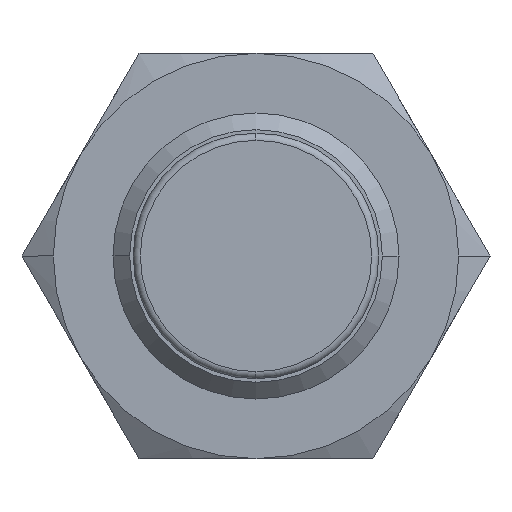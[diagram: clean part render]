
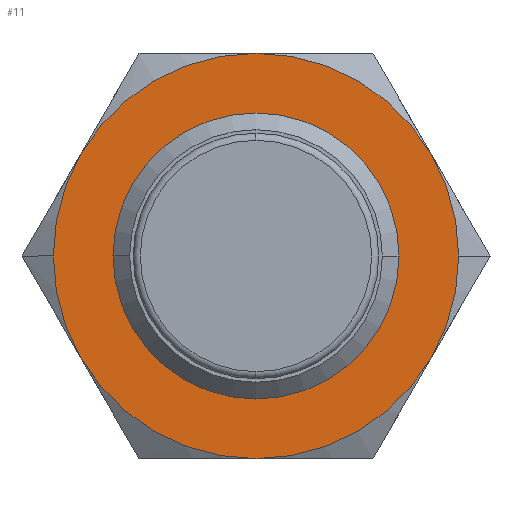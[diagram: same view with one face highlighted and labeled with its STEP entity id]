
A CAD part, left-side view. The second image highlights one B-rep face of the part: STEP entity #11.
In plain terms, the highlighted face is planar.
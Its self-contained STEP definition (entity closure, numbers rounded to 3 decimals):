
#11 = ADVANCED_FACE ( 'NONE', ( #2370, #1231 ), #2410, .T. ) ;
#39 = VERTEX_POINT ( 'NONE', #2490 ) ;
#108 = DIRECTION ( 'NONE',  ( -1., 0., 0. ) ) ;
#117 = ORIENTED_EDGE ( 'NONE', *, *, #771, .F. ) ;
#164 = CIRCLE ( 'NONE', #406, 8.5 ) ;
#174 = EDGE_CURVE ( 'NONE', #39, #1585, #1520, .T. ) ;
#182 = ORIENTED_EDGE ( 'NONE', *, *, #1901, .T. ) ;
#273 = VERTEX_POINT ( 'NONE', #2102 ) ;
#281 = ORIENTED_EDGE ( 'NONE', *, *, #1463, .F. ) ;
#356 = EDGE_CURVE ( 'NONE', #1087, #811, #531, .T. ) ;
#402 = DIRECTION ( 'NONE',  ( -1., 0., 0. ) ) ;
#406 = AXIS2_PLACEMENT_3D ( 'NONE', #3590, #1485, #622 ) ;
#505 = DIRECTION ( 'NONE',  ( 0., -1., 0. ) ) ;
#531 = CIRCLE ( 'NONE', #784, 6. ) ;
#622 = DIRECTION ( 'NONE',  ( -1., 0., 0. ) ) ;
#656 = AXIS2_PLACEMENT_3D ( 'NONE', #3477, #810, #3180 ) ;
#697 = CIRCLE ( 'NONE', #1003, 8.5 ) ;
#723 = DIRECTION ( 'NONE',  ( 0., -1., 0. ) ) ;
#727 = CARTESIAN_POINT ( 'NONE',  ( -6., 18.963, 0. ) ) ;
#771 = EDGE_CURVE ( 'NONE', #1585, #273, #2388, .T. ) ;
#784 = AXIS2_PLACEMENT_3D ( 'NONE', #3627, #3849, #1787 ) ;
#810 = DIRECTION ( 'NONE',  ( 0., -1., 0. ) ) ;
#811 = VERTEX_POINT ( 'NONE', #727 ) ;
#827 = CIRCLE ( 'NONE', #2751, 8.5 ) ;
#853 = EDGE_CURVE ( 'NONE', #3410, #3696, #164, .T. ) ;
#869 = CARTESIAN_POINT ( 'NONE',  ( 0., 18.963, 8.5 ) ) ;
#888 = ORIENTED_EDGE ( 'NONE', *, *, #853, .F. ) ;
#967 = VERTEX_POINT ( 'NONE', #2639 ) ;
#1001 = AXIS2_PLACEMENT_3D ( 'NONE', #1048, #723, #2213 ) ;
#1003 = AXIS2_PLACEMENT_3D ( 'NONE', #2452, #3020, #3308 ) ;
#1035 = EDGE_CURVE ( 'NONE', #3696, #1725, #1835, .T. ) ;
#1048 = CARTESIAN_POINT ( 'NONE',  ( 0., 18.963, 0. ) ) ;
#1087 = VERTEX_POINT ( 'NONE', #1773 ) ;
#1231 = FACE_OUTER_BOUND ( 'NONE', #3045, .T. ) ;
#1265 = VERTEX_POINT ( 'NONE', #869 ) ;
#1321 = AXIS2_PLACEMENT_3D ( 'NONE', #2443, #3087, #402 ) ;
#1332 = CARTESIAN_POINT ( 'NONE',  ( 0., 18.963, 0. ) ) ;
#1402 = DIRECTION ( 'NONE',  ( -1., 0., 0. ) ) ;
#1411 = DIRECTION ( 'NONE',  ( -1., 0., 0. ) ) ;
#1463 = EDGE_CURVE ( 'NONE', #273, #967, #3371, .T. ) ;
#1485 = DIRECTION ( 'NONE',  ( 0., -1., 0. ) ) ;
#1520 = CIRCLE ( 'NONE', #2079, 8.5 ) ;
#1534 = CARTESIAN_POINT ( 'NONE',  ( -7.361, 18.963, 4.25 ) ) ;
#1585 = VERTEX_POINT ( 'NONE', #3190 ) ;
#1602 = ORIENTED_EDGE ( 'NONE', *, *, #2569, .F. ) ;
#1649 = EDGE_LOOP ( 'NONE', ( #182, #1917 ) ) ;
#1650 = CARTESIAN_POINT ( 'NONE',  ( 0., 18.963, 0. ) ) ;
#1683 = EDGE_CURVE ( 'NONE', #967, #1265, #827, .T. ) ;
#1725 = VERTEX_POINT ( 'NONE', #2648 ) ;
#1773 = CARTESIAN_POINT ( 'NONE',  ( 6., 18.963, 0. ) ) ;
#1787 = DIRECTION ( 'NONE',  ( -1., 0., 0. ) ) ;
#1835 = CIRCLE ( 'NONE', #656, 8.5 ) ;
#1875 = DIRECTION ( 'NONE',  ( 0., -1., 0. ) ) ;
#1901 = EDGE_CURVE ( 'NONE', #811, #1087, #2123, .T. ) ;
#1917 = ORIENTED_EDGE ( 'NONE', *, *, #356, .T. ) ;
#2079 = AXIS2_PLACEMENT_3D ( 'NONE', #3531, #505, #1411 ) ;
#2102 = CARTESIAN_POINT ( 'NONE',  ( 8.5, 18.963, 0. ) ) ;
#2123 = CIRCLE ( 'NONE', #1321, 6. ) ;
#2162 = DIRECTION ( 'NONE',  ( 0., 1., 0. ) ) ;
#2213 = DIRECTION ( 'NONE',  ( -1., 0., 0. ) ) ;
#2304 = AXIS2_PLACEMENT_3D ( 'NONE', #1332, #3318, #3459 ) ;
#2370 = FACE_BOUND ( 'NONE', #1649, .T. ) ;
#2388 = CIRCLE ( 'NONE', #2953, 8.5 ) ;
#2410 = PLANE ( 'NONE',  #3832 ) ;
#2443 = CARTESIAN_POINT ( 'NONE',  ( 0., 18.963, 0. ) ) ;
#2447 = EDGE_CURVE ( 'NONE', #1725, #39, #2874, .T. ) ;
#2452 = CARTESIAN_POINT ( 'NONE',  ( 0., 18.963, 0. ) ) ;
#2490 = CARTESIAN_POINT ( 'NONE',  ( 0., 18.963, -8.5 ) ) ;
#2537 = CARTESIAN_POINT ( 'NONE',  ( -4.25, 18.963, 0. ) ) ;
#2541 = ORIENTED_EDGE ( 'NONE', *, *, #1683, .F. ) ;
#2544 = CARTESIAN_POINT ( 'NONE',  ( 0., 18.963, 0. ) ) ;
#2569 = EDGE_CURVE ( 'NONE', #1265, #3410, #697, .T. ) ;
#2639 = CARTESIAN_POINT ( 'NONE',  ( 7.361, 18.963, 4.25 ) ) ;
#2648 = CARTESIAN_POINT ( 'NONE',  ( -7.361, 18.963, -4.25 ) ) ;
#2751 = AXIS2_PLACEMENT_3D ( 'NONE', #1650, #2845, #1402 ) ;
#2845 = DIRECTION ( 'NONE',  ( 0., -1., 0. ) ) ;
#2874 = CIRCLE ( 'NONE', #2304, 8.5 ) ;
#2953 = AXIS2_PLACEMENT_3D ( 'NONE', #2544, #1875, #3387 ) ;
#2986 = ORIENTED_EDGE ( 'NONE', *, *, #174, .F. ) ;
#3020 = DIRECTION ( 'NONE',  ( 0., -1., 0. ) ) ;
#3045 = EDGE_LOOP ( 'NONE', ( #888, #1602, #2541, #281, #117, #2986, #3621, #3747 ) ) ;
#3062 = CARTESIAN_POINT ( 'NONE',  ( -8.5, 18.963, 0. ) ) ;
#3087 = DIRECTION ( 'NONE',  ( 0., -1., 0. ) ) ;
#3180 = DIRECTION ( 'NONE',  ( -1., 0., 0. ) ) ;
#3190 = CARTESIAN_POINT ( 'NONE',  ( 7.361, 18.963, -4.25 ) ) ;
#3308 = DIRECTION ( 'NONE',  ( -1., 0., 0. ) ) ;
#3318 = DIRECTION ( 'NONE',  ( 0., -1., 0. ) ) ;
#3371 = CIRCLE ( 'NONE', #1001, 8.5 ) ;
#3387 = DIRECTION ( 'NONE',  ( -1., 0., 0. ) ) ;
#3410 = VERTEX_POINT ( 'NONE', #1534 ) ;
#3459 = DIRECTION ( 'NONE',  ( -1., 0., 0. ) ) ;
#3477 = CARTESIAN_POINT ( 'NONE',  ( 0., 18.963, 0. ) ) ;
#3531 = CARTESIAN_POINT ( 'NONE',  ( 0., 18.963, 0. ) ) ;
#3590 = CARTESIAN_POINT ( 'NONE',  ( 0., 18.963, 0. ) ) ;
#3621 = ORIENTED_EDGE ( 'NONE', *, *, #2447, .F. ) ;
#3627 = CARTESIAN_POINT ( 'NONE',  ( 0., 18.963, 0. ) ) ;
#3696 = VERTEX_POINT ( 'NONE', #3062 ) ;
#3747 = ORIENTED_EDGE ( 'NONE', *, *, #1035, .F. ) ;
#3832 = AXIS2_PLACEMENT_3D ( 'NONE', #2537, #2162, #108 ) ;
#3849 = DIRECTION ( 'NONE',  ( 0., -1., 0. ) ) ;
